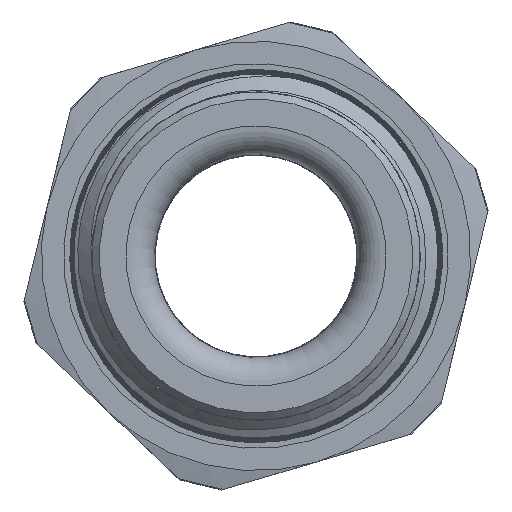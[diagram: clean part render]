
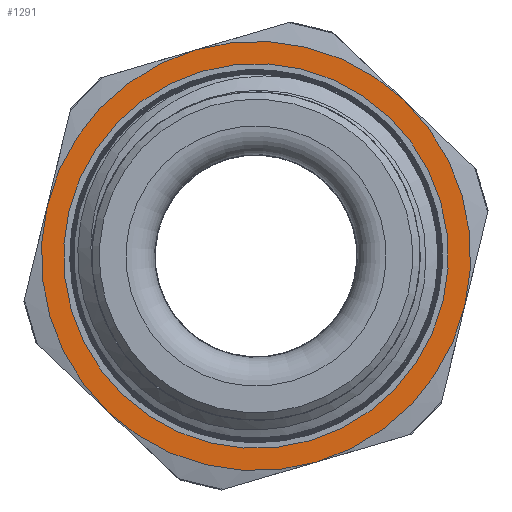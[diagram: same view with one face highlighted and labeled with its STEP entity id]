
A CAD part, left-side view. The second image highlights one B-rep face of the part: STEP entity #1291.
In plain terms, the highlighted planar face has unit normal (-1, 0, 0).
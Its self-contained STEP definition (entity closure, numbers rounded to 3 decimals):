
#197=FACE_BOUND('',#428,.T.);
#309=FACE_OUTER_BOUND('',#427,.T.);
#427=EDGE_LOOP('',(#1145,#1146,#1147,#1148,#1149,#1150));
#428=EDGE_LOOP('',(#1151));
#494=CIRCLE('',#1473,15.);
#495=CIRCLE('',#1475,15.);
#496=CIRCLE('',#1477,15.);
#497=CIRCLE('',#1479,15.);
#498=CIRCLE('',#1481,15.);
#505=CIRCLE('',#1496,15.);
#506=CIRCLE('',#1498,13.44);
#617=VERTEX_POINT('',#9166);
#625=VERTEX_POINT('',#9197);
#629=VERTEX_POINT('',#9215);
#637=VERTEX_POINT('',#9246);
#643=VERTEX_POINT('',#9267);
#649=VERTEX_POINT('',#9295);
#653=VERTEX_POINT('',#9359);
#812=EDGE_CURVE('',#637,#649,#494,.T.);
#813=EDGE_CURVE('',#649,#643,#495,.T.);
#814=EDGE_CURVE('',#629,#637,#496,.T.);
#815=EDGE_CURVE('',#643,#625,#497,.T.);
#816=EDGE_CURVE('',#625,#617,#498,.T.);
#823=EDGE_CURVE('',#617,#629,#505,.T.);
#824=EDGE_CURVE('',#653,#653,#506,.T.);
#1145=ORIENTED_EDGE('',*,*,#813,.F.);
#1146=ORIENTED_EDGE('',*,*,#812,.F.);
#1147=ORIENTED_EDGE('',*,*,#814,.F.);
#1148=ORIENTED_EDGE('',*,*,#823,.F.);
#1149=ORIENTED_EDGE('',*,*,#816,.F.);
#1150=ORIENTED_EDGE('',*,*,#815,.F.);
#1151=ORIENTED_EDGE('',*,*,#824,.T.);
#1206=PLANE('',#1497);
#1291=ADVANCED_FACE('',(#309,#197),#1206,.T.);
#1473=AXIS2_PLACEMENT_3D('',#9334,#1777,#1778);
#1475=AXIS2_PLACEMENT_3D('',#9336,#1781,#1782);
#1477=AXIS2_PLACEMENT_3D('',#9338,#1785,#1786);
#1479=AXIS2_PLACEMENT_3D('',#9340,#1789,#1790);
#1481=AXIS2_PLACEMENT_3D('',#9342,#1793,#1794);
#1496=AXIS2_PLACEMENT_3D('',#9357,#1823,#1824);
#1497=AXIS2_PLACEMENT_3D('',#9358,#1825,#1826);
#1498=AXIS2_PLACEMENT_3D('',#9360,#1827,#1828);
#1777=DIRECTION('center_axis',(1.,0.,0.));
#1778=DIRECTION('ref_axis',(0.,-1.,0.));
#1781=DIRECTION('center_axis',(1.,0.,0.));
#1782=DIRECTION('ref_axis',(0.,-1.,0.));
#1785=DIRECTION('center_axis',(1.,0.,0.));
#1786=DIRECTION('ref_axis',(0.,-1.,0.));
#1789=DIRECTION('center_axis',(1.,0.,0.));
#1790=DIRECTION('ref_axis',(0.,-1.,0.));
#1793=DIRECTION('center_axis',(1.,0.,0.));
#1794=DIRECTION('ref_axis',(0.,-1.,0.));
#1823=DIRECTION('center_axis',(1.,0.,0.));
#1824=DIRECTION('ref_axis',(0.,-1.,0.));
#1825=DIRECTION('center_axis',(-1.,0.,0.));
#1826=DIRECTION('ref_axis',(0.,0.,1.));
#1827=DIRECTION('center_axis',(1.,0.,0.));
#1828=DIRECTION('ref_axis',(0.,1.,0.));
#9166=CARTESIAN_POINT('',(-20.7,-12.99,7.5));
#9197=CARTESIAN_POINT('',(-20.7,0.,15.));
#9215=CARTESIAN_POINT('',(-20.7,-12.99,-7.5));
#9246=CARTESIAN_POINT('',(-20.7,0.,-15.));
#9267=CARTESIAN_POINT('',(-20.7,12.99,7.5));
#9295=CARTESIAN_POINT('',(-20.7,12.99,-7.5));
#9334=CARTESIAN_POINT('Origin',(-20.7,0.,0.));
#9336=CARTESIAN_POINT('Origin',(-20.7,0.,0.));
#9338=CARTESIAN_POINT('Origin',(-20.7,0.,0.));
#9340=CARTESIAN_POINT('Origin',(-20.7,0.,0.));
#9342=CARTESIAN_POINT('Origin',(-20.7,0.,0.));
#9357=CARTESIAN_POINT('Origin',(-20.7,0.,0.));
#9358=CARTESIAN_POINT('Origin',(-20.7,16.47,0.));
#9359=CARTESIAN_POINT('',(-20.7,13.44,0.));
#9360=CARTESIAN_POINT('Origin',(-20.7,0.,0.));
